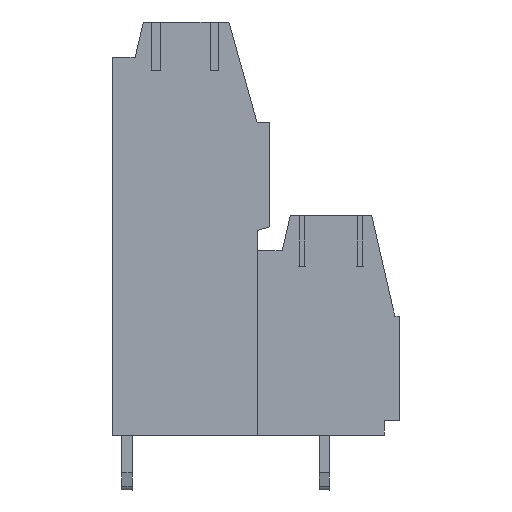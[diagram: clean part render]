
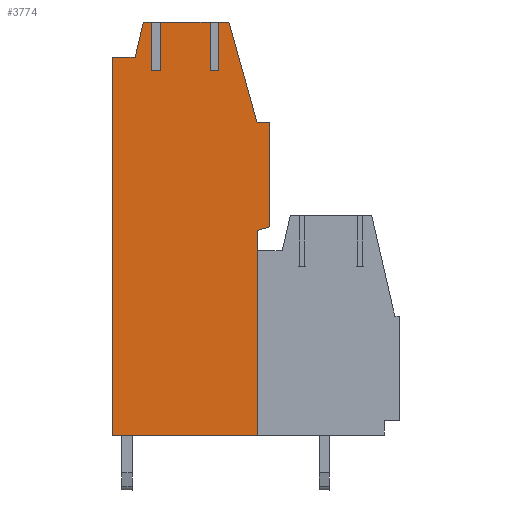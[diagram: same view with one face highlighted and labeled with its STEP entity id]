
A CAD part, left-side view. The second image highlights one B-rep face of the part: STEP entity #3774.
In plain terms, the highlighted planar face has unit normal (-1, 0, 0).
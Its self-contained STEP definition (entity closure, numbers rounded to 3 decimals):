
#3714=AXIS2_PLACEMENT_3D('Plane Axis2P3D',#3711,#3712,#3713) ;
#1113=CARTESIAN_POINT('Vertex',(0.,8.3,3.2)) ;
#1116=CARTESIAN_POINT('Line Origine',(0.,12.525,3.2)) ;
#1120=CARTESIAN_POINT('Vertex',(0.,16.75,3.2)) ;
#1972=CARTESIAN_POINT('Line Origine',(0.,16.75,14.225)) ;
#1976=CARTESIAN_POINT('Vertex',(0.,16.75,25.25)) ;
#2096=CARTESIAN_POINT('Vertex',(0.,8.3,15.15)) ;
#2099=CARTESIAN_POINT('Line Origine',(0.,8.3,9.175)) ;
#2260=CARTESIAN_POINT('Vertex',(0.,14.95,27.3)) ;
#2263=CARTESIAN_POINT('Line Origine',(0.,14.7,27.3)) ;
#2267=CARTESIAN_POINT('Vertex',(0.,14.45,27.3)) ;
#2316=CARTESIAN_POINT('Vertex',(0.,13.95,27.3)) ;
#2319=CARTESIAN_POINT('Line Origine',(0.,12.5,27.3)) ;
#2323=CARTESIAN_POINT('Vertex',(0.,11.05,27.3)) ;
#2372=CARTESIAN_POINT('Vertex',(0.,10.55,27.3)) ;
#2375=CARTESIAN_POINT('Line Origine',(0.,10.25,27.3)) ;
#2379=CARTESIAN_POINT('Vertex',(0.,9.95,27.3)) ;
#2709=CARTESIAN_POINT('Line Origine',(0.,9.131,24.375)) ;
#2713=CARTESIAN_POINT('Vertex',(0.,8.311,21.45)) ;
#2733=CARTESIAN_POINT('Line Origine',(0.,7.956,21.45)) ;
#2737=CARTESIAN_POINT('Vertex',(0.,7.6,21.45)) ;
#2757=CARTESIAN_POINT('Line Origine',(0.,7.6,18.4)) ;
#2761=CARTESIAN_POINT('Vertex',(0.,7.6,15.35)) ;
#3155=CARTESIAN_POINT('Line Origine',(0.,7.95,15.25)) ;
#3172=CARTESIAN_POINT('Line Origine',(0.,16.088,25.25)) ;
#3176=CARTESIAN_POINT('Vertex',(0.,15.425,25.25)) ;
#3196=CARTESIAN_POINT('Line Origine',(0.,15.188,26.275)) ;
#3711=CARTESIAN_POINT('Axis2P3D Location',(0.,7.6,0.)) ;
#3716=CARTESIAN_POINT('Line Origine',(0.,13.95,25.875)) ;
#3720=CARTESIAN_POINT('Vertex',(0.,13.95,24.45)) ;
#3723=CARTESIAN_POINT('Line Origine',(0.,14.2,24.45)) ;
#3727=CARTESIAN_POINT('Vertex',(0.,14.45,24.45)) ;
#3730=CARTESIAN_POINT('Line Origine',(0.,14.45,25.875)) ;
#3735=CARTESIAN_POINT('Line Origine',(0.,10.55,25.875)) ;
#3739=CARTESIAN_POINT('Vertex',(0.,10.55,24.45)) ;
#3742=CARTESIAN_POINT('Line Origine',(0.,10.8,24.45)) ;
#3746=CARTESIAN_POINT('Vertex',(0.,11.05,24.45)) ;
#3749=CARTESIAN_POINT('Line Origine',(0.,11.05,25.875)) ;
#1117=DIRECTION('Vector Direction',(0.,1.,0.)) ;
#1973=DIRECTION('Vector Direction',(0.,0.,1.)) ;
#2100=DIRECTION('Vector Direction',(0.,0.,-1.)) ;
#2264=DIRECTION('Vector Direction',(0.,-1.,0.)) ;
#2320=DIRECTION('Vector Direction',(0.,-1.,0.)) ;
#2376=DIRECTION('Vector Direction',(0.,-1.,0.)) ;
#2710=DIRECTION('Vector Direction',(0.,-0.27,-0.963)) ;
#2734=DIRECTION('Vector Direction',(0.,-1.,0.)) ;
#2758=DIRECTION('Vector Direction',(0.,0.,-1.)) ;
#3156=DIRECTION('Vector Direction',(0.,0.962,-0.275)) ;
#3173=DIRECTION('Vector Direction',(0.,-1.,0.)) ;
#3197=DIRECTION('Vector Direction',(0.,-0.226,0.974)) ;
#3712=DIRECTION('Axis2P3D Direction',(-1.,0.,0.)) ;
#3713=DIRECTION('Axis2P3D XDirection',(0.,0.,1.)) ;
#3717=DIRECTION('Vector Direction',(0.,0.,1.)) ;
#3724=DIRECTION('Vector Direction',(0.,-1.,0.)) ;
#3731=DIRECTION('Vector Direction',(0.,0.,1.)) ;
#3736=DIRECTION('Vector Direction',(0.,0.,1.)) ;
#3743=DIRECTION('Vector Direction',(0.,-1.,0.)) ;
#3750=DIRECTION('Vector Direction',(0.,0.,1.)) ;
#1118=VECTOR('Line Direction',#1117,1.) ;
#1974=VECTOR('Line Direction',#1973,1.) ;
#2101=VECTOR('Line Direction',#2100,1.) ;
#2265=VECTOR('Line Direction',#2264,1.) ;
#2321=VECTOR('Line Direction',#2320,1.) ;
#2377=VECTOR('Line Direction',#2376,1.) ;
#2711=VECTOR('Line Direction',#2710,1.) ;
#2735=VECTOR('Line Direction',#2734,1.) ;
#2759=VECTOR('Line Direction',#2758,1.) ;
#3157=VECTOR('Line Direction',#3156,1.) ;
#3174=VECTOR('Line Direction',#3173,1.) ;
#3198=VECTOR('Line Direction',#3197,1.) ;
#3718=VECTOR('Line Direction',#3717,1.) ;
#3725=VECTOR('Line Direction',#3724,1.) ;
#3732=VECTOR('Line Direction',#3731,1.) ;
#3737=VECTOR('Line Direction',#3736,1.) ;
#3744=VECTOR('Line Direction',#3743,1.) ;
#3751=VECTOR('Line Direction',#3750,1.) ;
#3755=ORIENTED_EDGE('',*,*,#2325,.T.) ;
#3756=ORIENTED_EDGE('',*,*,#3722,.F.) ;
#3757=ORIENTED_EDGE('',*,*,#3729,.F.) ;
#3758=ORIENTED_EDGE('',*,*,#3734,.T.) ;
#3759=ORIENTED_EDGE('',*,*,#2269,.T.) ;
#3760=ORIENTED_EDGE('',*,*,#3200,.T.) ;
#3761=ORIENTED_EDGE('',*,*,#3178,.T.) ;
#3762=ORIENTED_EDGE('',*,*,#1978,.T.) ;
#3763=ORIENTED_EDGE('',*,*,#1122,.T.) ;
#3764=ORIENTED_EDGE('',*,*,#2103,.T.) ;
#3765=ORIENTED_EDGE('',*,*,#3159,.T.) ;
#3766=ORIENTED_EDGE('',*,*,#2763,.T.) ;
#3767=ORIENTED_EDGE('',*,*,#2739,.T.) ;
#3768=ORIENTED_EDGE('',*,*,#2715,.T.) ;
#3769=ORIENTED_EDGE('',*,*,#2381,.T.) ;
#3770=ORIENTED_EDGE('',*,*,#3741,.F.) ;
#3771=ORIENTED_EDGE('',*,*,#3748,.F.) ;
#3772=ORIENTED_EDGE('',*,*,#3753,.T.) ;
#3774=ADVANCED_FACE('Hauptk\X2\00F6\X0\rper',(#3773),#3715,.T.) ;
#1122=EDGE_CURVE('',#1121,#1114,#1119,.F.) ;
#1978=EDGE_CURVE('',#1977,#1121,#1975,.F.) ;
#2103=EDGE_CURVE('',#1114,#2097,#2102,.F.) ;
#2269=EDGE_CURVE('',#2268,#2261,#2266,.F.) ;
#2325=EDGE_CURVE('',#2324,#2317,#2322,.F.) ;
#2381=EDGE_CURVE('',#2380,#2373,#2378,.F.) ;
#2715=EDGE_CURVE('',#2714,#2380,#2712,.F.) ;
#2739=EDGE_CURVE('',#2738,#2714,#2736,.F.) ;
#2763=EDGE_CURVE('',#2762,#2738,#2760,.F.) ;
#3159=EDGE_CURVE('',#2097,#2762,#3158,.F.) ;
#3178=EDGE_CURVE('',#3177,#1977,#3175,.F.) ;
#3200=EDGE_CURVE('',#2261,#3177,#3199,.F.) ;
#3722=EDGE_CURVE('',#3721,#2317,#3719,.T.) ;
#3729=EDGE_CURVE('',#3728,#3721,#3726,.T.) ;
#3734=EDGE_CURVE('',#3728,#2268,#3733,.T.) ;
#3741=EDGE_CURVE('',#3740,#2373,#3738,.T.) ;
#3748=EDGE_CURVE('',#3747,#3740,#3745,.T.) ;
#3753=EDGE_CURVE('',#3747,#2324,#3752,.T.) ;
#3754=EDGE_LOOP('',(#3755,#3756,#3757,#3758,#3759,#3760,#3761,#3762,#3763,#3764,#3765,#3766,#3767,#3768,#3769,#3770,#3771,#3772)) ;
#3773=FACE_OUTER_BOUND('',#3754,.T.) ;
#1119=LINE('Line',#1116,#1118) ;
#1975=LINE('Line',#1972,#1974) ;
#2102=LINE('Line',#2099,#2101) ;
#2266=LINE('Line',#2263,#2265) ;
#2322=LINE('Line',#2319,#2321) ;
#2378=LINE('Line',#2375,#2377) ;
#2712=LINE('Line',#2709,#2711) ;
#2736=LINE('Line',#2733,#2735) ;
#2760=LINE('Line',#2757,#2759) ;
#3158=LINE('Line',#3155,#3157) ;
#3175=LINE('Line',#3172,#3174) ;
#3199=LINE('Line',#3196,#3198) ;
#3719=LINE('Line',#3716,#3718) ;
#3726=LINE('Line',#3723,#3725) ;
#3733=LINE('Line',#3730,#3732) ;
#3738=LINE('Line',#3735,#3737) ;
#3745=LINE('Line',#3742,#3744) ;
#3752=LINE('Line',#3749,#3751) ;
#3715=PLANE('',#3714) ;
#1114=VERTEX_POINT('',#1113) ;
#1121=VERTEX_POINT('',#1120) ;
#1977=VERTEX_POINT('',#1976) ;
#2097=VERTEX_POINT('',#2096) ;
#2261=VERTEX_POINT('',#2260) ;
#2268=VERTEX_POINT('',#2267) ;
#2317=VERTEX_POINT('',#2316) ;
#2324=VERTEX_POINT('',#2323) ;
#2373=VERTEX_POINT('',#2372) ;
#2380=VERTEX_POINT('',#2379) ;
#2714=VERTEX_POINT('',#2713) ;
#2738=VERTEX_POINT('',#2737) ;
#2762=VERTEX_POINT('',#2761) ;
#3177=VERTEX_POINT('',#3176) ;
#3721=VERTEX_POINT('',#3720) ;
#3728=VERTEX_POINT('',#3727) ;
#3740=VERTEX_POINT('',#3739) ;
#3747=VERTEX_POINT('',#3746) ;
